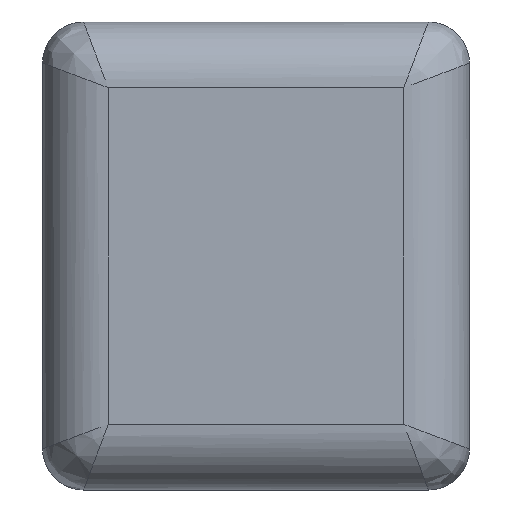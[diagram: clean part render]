
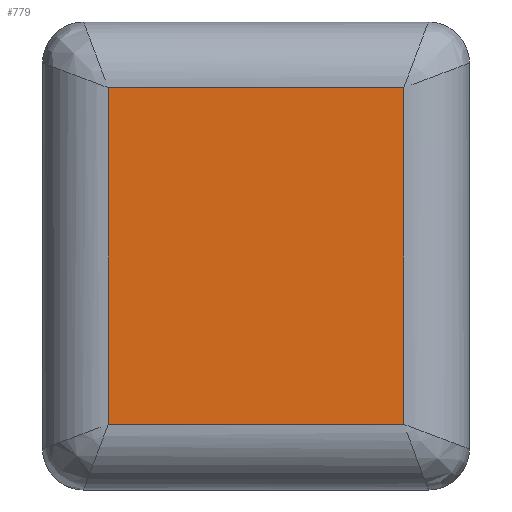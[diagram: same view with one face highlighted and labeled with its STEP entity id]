
A CAD part, left-side view. The second image highlights one B-rep face of the part: STEP entity #779.
In plain terms, the highlighted planar face has unit normal (-1, 0, 0).
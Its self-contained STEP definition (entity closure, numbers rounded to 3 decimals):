
#68 = CARTESIAN_POINT ( 'NONE',  ( -0.5, -0.18, 0.49 ) ) ;
#218 = VERTEX_POINT ( 'NONE', #2097 ) ;
#256 = DIRECTION ( 'NONE',  ( 1., 0., 0. ) ) ;
#291 = FACE_OUTER_BOUND ( 'NONE', #2510, .T. ) ;
#398 = VECTOR ( 'NONE', #2570, 1000. ) ;
#456 = EDGE_CURVE ( 'NONE', #2342, #1344, #2143, .T. ) ;
#553 = ORIENTED_EDGE ( 'NONE', *, *, #1634, .T. ) ;
#555 = DIRECTION ( 'NONE',  ( 0., 0., 1. ) ) ;
#656 = CARTESIAN_POINT ( 'NONE',  ( -0.5, -0.26, 0.57 ) ) ;
#665 = VERTEX_POINT ( 'NONE', #68 ) ;
#779 = ADVANCED_FACE ( 'NONE', ( #291 ), #1332, .F. ) ;
#815 = VECTOR ( 'NONE', #555, 1000. ) ;
#819 = CARTESIAN_POINT ( 'NONE',  ( -0.5, 0.18, 0.57 ) ) ;
#1007 = EDGE_CURVE ( 'NONE', #218, #665, #1790, .T. ) ;
#1045 = DIRECTION ( 'NONE',  ( 0., 0., -1. ) ) ;
#1332 = PLANE ( 'NONE',  #2625 ) ;
#1344 = VERTEX_POINT ( 'NONE', #2159 ) ;
#1371 = CARTESIAN_POINT ( 'NONE',  ( -0.5, -0.26, 0.49 ) ) ;
#1459 = DIRECTION ( 'NONE',  ( 0., 0., -1. ) ) ;
#1463 = ORIENTED_EDGE ( 'NONE', *, *, #2045, .T. ) ;
#1634 = EDGE_CURVE ( 'NONE', #1344, #218, #2569, .T. ) ;
#1686 = LINE ( 'NONE', #1371, #398 ) ;
#1790 = LINE ( 'NONE', #2377, #815 ) ;
#1992 = VECTOR ( 'NONE', #2005, 1000. ) ;
#2005 = DIRECTION ( 'NONE',  ( 0., -1., 0. ) ) ;
#2045 = EDGE_CURVE ( 'NONE', #665, #2342, #1686, .T. ) ;
#2097 = CARTESIAN_POINT ( 'NONE',  ( -0.5, -0.18, 0.08 ) ) ;
#2143 = LINE ( 'NONE', #819, #2437 ) ;
#2159 = CARTESIAN_POINT ( 'NONE',  ( -0.5, 0.18, 0.08 ) ) ;
#2220 = CARTESIAN_POINT ( 'NONE',  ( -0.5, 0., 0.08 ) ) ;
#2342 = VERTEX_POINT ( 'NONE', #2700 ) ;
#2377 = CARTESIAN_POINT ( 'NONE',  ( -0.5, -0.18, 0.57 ) ) ;
#2437 = VECTOR ( 'NONE', #1459, 1000. ) ;
#2510 = EDGE_LOOP ( 'NONE', ( #2515, #553, #2609, #1463 ) ) ;
#2515 = ORIENTED_EDGE ( 'NONE', *, *, #456, .T. ) ;
#2569 = LINE ( 'NONE', #2220, #1992 ) ;
#2570 = DIRECTION ( 'NONE',  ( 0., 1., 0. ) ) ;
#2609 = ORIENTED_EDGE ( 'NONE', *, *, #1007, .T. ) ;
#2625 = AXIS2_PLACEMENT_3D ( 'NONE', #656, #256, #1045 ) ;
#2700 = CARTESIAN_POINT ( 'NONE',  ( -0.5, 0.18, 0.49 ) ) ;
